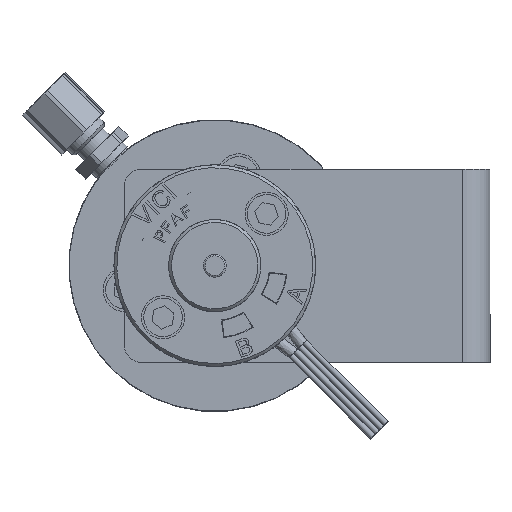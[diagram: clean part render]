
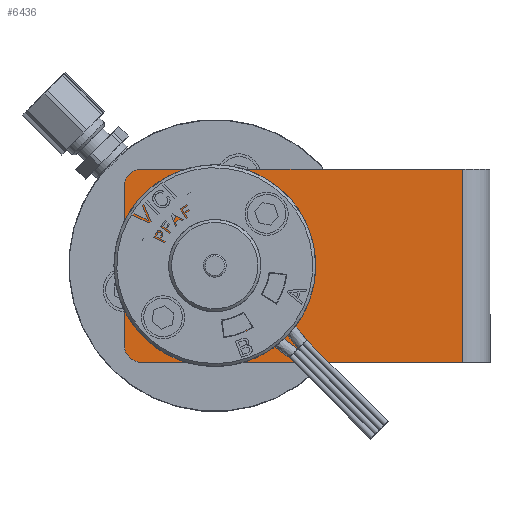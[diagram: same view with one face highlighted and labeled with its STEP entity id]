
A CAD part, left-side view. The second image highlights one B-rep face of the part: STEP entity #6436.
In plain terms, the highlighted planar face has unit normal (-1, 0, 0).
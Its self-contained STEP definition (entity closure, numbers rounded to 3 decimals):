
#6150=CARTESIAN_POINT('',(-2.987,4.78,0.));
#6151=VERTEX_POINT('',#6150);
#6200=CARTESIAN_POINT('',(-2.987,60.45,0.));
#6201=VERTEX_POINT('',#6200);
#6208=CARTESIAN_POINT('',(-2.987,60.45,0.));
#6209=DIRECTION('',(0.0,-1.0,0.0));
#6210=VECTOR('',#6209,55.67);
#6211=LINE('',#6208,#6210);
#6212=EDGE_CURVE('',#6201,#6151,#6211,.T.);
#6222=CARTESIAN_POINT('',(-2.987,4.78,-33.528));
#6223=VERTEX_POINT('',#6222);
#6240=CARTESIAN_POINT('',(-2.987,4.78,0.));
#6241=DIRECTION('',(0.0,0.0,-1.0));
#6242=VECTOR('',#6241,33.528);
#6243=LINE('',#6240,#6242);
#6244=EDGE_CURVE('',#6151,#6223,#6243,.T.);
#6296=CARTESIAN_POINT('',(-2.987,63.5,0.));
#6297=DIRECTION('',(-1.0,0.0,0.0));
#6298=DIRECTION('',(0.0,0.0,1.0));
#6299=AXIS2_PLACEMENT_3D('',#6296,#6297,#6298);
#6300=PLANE('',#6299);
#6301=ORIENTED_EDGE('',*,*,#6244,.F.);
#6302=ORIENTED_EDGE('',*,*,#6212,.F.);
#6303=CARTESIAN_POINT('',(-2.987,63.5,-3.05));
#6304=VERTEX_POINT('',#6303);
#6305=CARTESIAN_POINT('',(-2.987,60.45,-3.05));
#6306=DIRECTION('',(1.0,0.,0.));
#6307=DIRECTION('',(0.,0.707,0.707));
#6308=AXIS2_PLACEMENT_3D('',#6305,#6306,#6307);
#6309=CIRCLE('',#6308,3.05);
#6310=EDGE_CURVE('',#6304,#6201,#6309,.T.);
#6311=ORIENTED_EDGE('',*,*,#6310,.F.);
#6312=CARTESIAN_POINT('',(-2.987,63.5,-30.478));
#6313=VERTEX_POINT('',#6312);
#6314=CARTESIAN_POINT('',(-2.987,63.5,-3.05));
#6315=DIRECTION('',(0.0,0.0,-1.0));
#6316=VECTOR('',#6315,27.428);
#6317=LINE('',#6314,#6316);
#6318=EDGE_CURVE('',#6304,#6313,#6317,.T.);
#6319=ORIENTED_EDGE('',*,*,#6318,.T.);
#6320=CARTESIAN_POINT('',(-2.987,60.45,-33.528));
#6321=VERTEX_POINT('',#6320);
#6322=CARTESIAN_POINT('',(-2.987,60.45,-30.478));
#6323=DIRECTION('',(1.0,0.,0.));
#6324=DIRECTION('',(0.,0.707,-0.707));
#6325=AXIS2_PLACEMENT_3D('',#6322,#6323,#6324);
#6326=CIRCLE('',#6325,3.05);
#6327=EDGE_CURVE('',#6321,#6313,#6326,.T.);
#6328=ORIENTED_EDGE('',*,*,#6327,.F.);
#6329=CARTESIAN_POINT('',(-2.987,60.45,-33.528));
#6330=DIRECTION('',(0.0,-1.0,0.0));
#6331=VECTOR('',#6330,55.67);
#6332=LINE('',#6329,#6331);
#6333=EDGE_CURVE('',#6321,#6223,#6332,.T.);
#6334=ORIENTED_EDGE('',*,*,#6333,.T.);
#6335=EDGE_LOOP('',(#6301,#6302,#6311,#6319,#6328,#6334));
#6336=FACE_OUTER_BOUND('',#6335,.T.);
#6337=CARTESIAN_POINT('',(-2.987,55.205,-24.217));
#6338=VERTEX_POINT('',#6337);
#6339=CARTESIAN_POINT('',(-2.987,56.732,-25.744));
#6340=DIRECTION('',(1.0,0.,0.));
#6341=DIRECTION('',(0.,-0.707,0.707));
#6342=AXIS2_PLACEMENT_3D('',#6339,#6340,#6341);
#6343=CIRCLE('',#6342,2.16);
#6344=EDGE_CURVE('',#6338,#6338,#6343,.T.);
#6345=ORIENTED_EDGE('',*,*,#6344,.T.);
#6346=EDGE_LOOP('',(#6345));
#6347=FACE_BOUND('',#6346,.T.);
#6348=CARTESIAN_POINT('',(-2.987,58.292,-16.764));
#6349=VERTEX_POINT('',#6348);
#6350=CARTESIAN_POINT('',(-2.987,60.452,-16.764));
#6351=DIRECTION('',(1.0,0.0,0.0));
#6352=DIRECTION('',(0.0,-1.0,0.0));
#6353=AXIS2_PLACEMENT_3D('',#6350,#6351,#6352);
#6354=CIRCLE('',#6353,2.16);
#6355=EDGE_CURVE('',#6349,#6349,#6354,.T.);
#6356=ORIENTED_EDGE('',*,*,#6355,.T.);
#6357=EDGE_LOOP('',(#6356));
#6358=FACE_BOUND('',#6357,.T.);
#6359=CARTESIAN_POINT('',(-2.987,55.205,-9.311));
#6360=VERTEX_POINT('',#6359);
#6361=CARTESIAN_POINT('',(-2.987,56.732,-7.784));
#6362=DIRECTION('',(1.0,0.,0.));
#6363=DIRECTION('',(0.,-0.707,-0.707));
#6364=AXIS2_PLACEMENT_3D('',#6361,#6362,#6363);
#6365=CIRCLE('',#6364,2.16);
#6366=EDGE_CURVE('',#6360,#6360,#6365,.T.);
#6367=ORIENTED_EDGE('',*,*,#6366,.T.);
#6368=EDGE_LOOP('',(#6367));
#6369=FACE_BOUND('',#6368,.T.);
#6370=CARTESIAN_POINT('',(-2.987,47.752,-6.224));
#6371=VERTEX_POINT('',#6370);
#6372=CARTESIAN_POINT('',(-2.987,47.752,-4.064));
#6373=DIRECTION('',(1.0,0.0,0.0));
#6374=DIRECTION('',(0.0,0.0,-1.0));
#6375=AXIS2_PLACEMENT_3D('',#6372,#6373,#6374);
#6376=CIRCLE('',#6375,2.16);
#6377=EDGE_CURVE('',#6371,#6371,#6376,.T.);
#6378=ORIENTED_EDGE('',*,*,#6377,.T.);
#6379=EDGE_LOOP('',(#6378));
#6380=FACE_BOUND('',#6379,.T.);
#6381=CARTESIAN_POINT('',(-2.987,40.299,-9.311));
#6382=VERTEX_POINT('',#6381);
#6383=CARTESIAN_POINT('',(-2.987,38.772,-7.784));
#6384=DIRECTION('',(1.0,0.,0.));
#6385=DIRECTION('',(0.,0.707,-0.707));
#6386=AXIS2_PLACEMENT_3D('',#6383,#6384,#6385);
#6387=CIRCLE('',#6386,2.16);
#6388=EDGE_CURVE('',#6382,#6382,#6387,.T.);
#6389=ORIENTED_EDGE('',*,*,#6388,.T.);
#6390=EDGE_LOOP('',(#6389));
#6391=FACE_BOUND('',#6390,.T.);
#6392=CARTESIAN_POINT('',(-2.987,37.212,-16.764));
#6393=VERTEX_POINT('',#6392);
#6394=CARTESIAN_POINT('',(-2.987,35.052,-16.764));
#6395=DIRECTION('',(1.0,0.0,0.0));
#6396=DIRECTION('',(0.0,1.0,0.0));
#6397=AXIS2_PLACEMENT_3D('',#6394,#6395,#6396);
#6398=CIRCLE('',#6397,2.16);
#6399=EDGE_CURVE('',#6393,#6393,#6398,.T.);
#6400=ORIENTED_EDGE('',*,*,#6399,.T.);
#6401=EDGE_LOOP('',(#6400));
#6402=FACE_BOUND('',#6401,.T.);
#6403=CARTESIAN_POINT('',(-2.987,40.299,-24.217));
#6404=VERTEX_POINT('',#6403);
#6405=CARTESIAN_POINT('',(-2.987,38.772,-25.744));
#6406=DIRECTION('',(1.0,0.,0.));
#6407=DIRECTION('',(0.,0.707,0.707));
#6408=AXIS2_PLACEMENT_3D('',#6405,#6406,#6407);
#6409=CIRCLE('',#6408,2.16);
#6410=EDGE_CURVE('',#6404,#6404,#6409,.T.);
#6411=ORIENTED_EDGE('',*,*,#6410,.T.);
#6412=EDGE_LOOP('',(#6411));
#6413=FACE_BOUND('',#6412,.T.);
#6414=CARTESIAN_POINT('',(-2.987,47.752,-27.304));
#6415=VERTEX_POINT('',#6414);
#6416=CARTESIAN_POINT('',(-2.987,47.752,-29.464));
#6417=DIRECTION('',(1.0,0.0,0.0));
#6418=DIRECTION('',(0.0,0.0,1.0));
#6419=AXIS2_PLACEMENT_3D('',#6416,#6417,#6418);
#6420=CIRCLE('',#6419,2.16);
#6421=EDGE_CURVE('',#6415,#6415,#6420,.T.);
#6422=ORIENTED_EDGE('',*,*,#6421,.T.);
#6423=EDGE_LOOP('',(#6422));
#6424=FACE_BOUND('',#6423,.T.);
#6425=CARTESIAN_POINT('',(-2.987,47.752,-7.226));
#6426=VERTEX_POINT('',#6425);
#6427=CARTESIAN_POINT('',(-2.987,47.752,-16.764));
#6428=DIRECTION('',(1.0,0.0,0.0));
#6429=DIRECTION('',(0.0,0.0,1.0));
#6430=AXIS2_PLACEMENT_3D('',#6427,#6428,#6429);
#6431=CIRCLE('',#6430,9.538);
#6432=EDGE_CURVE('',#6426,#6426,#6431,.T.);
#6433=ORIENTED_EDGE('',*,*,#6432,.T.);
#6434=EDGE_LOOP('',(#6433));
#6435=FACE_BOUND('',#6434,.T.);
#6436=ADVANCED_FACE('',(#6336,#6347,#6358,#6369,#6380,#6391,#6402,#6413,#6424,#6435),#6300,.T.);
